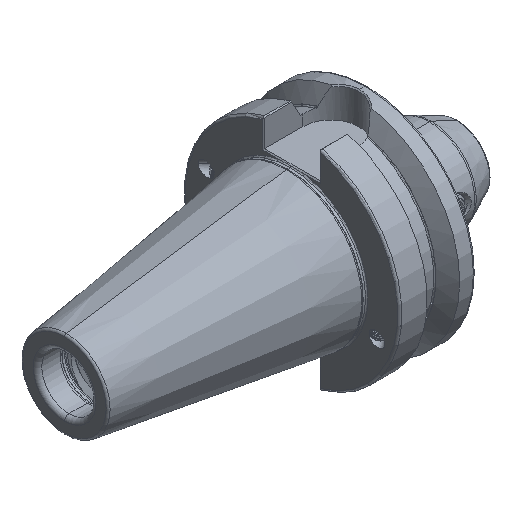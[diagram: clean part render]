
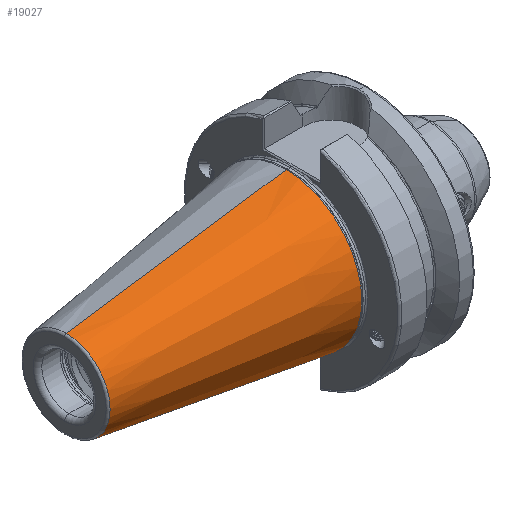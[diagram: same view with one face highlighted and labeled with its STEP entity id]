
A CAD part, isometric view. The second image highlights one B-rep face of the part: STEP entity #19027.
In plain terms, the highlighted conical face has half-angle 8.297 degrees and reference radius 34.998 mm.
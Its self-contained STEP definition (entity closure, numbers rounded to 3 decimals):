
#3523 = AXIS2_PLACEMENT_3D ( 'NONE', #17521, #17574, #17132 ) ;
#3907 = AXIS2_PLACEMENT_3D ( 'NONE', #9300, #9288, #9305 ) ;
#3911 = AXIS2_PLACEMENT_3D ( 'NONE', #11923, #11900, #11943 ) ;
#4031 = EDGE_CURVE ( 'NONE', #13911, #13955, #8350, .T. ) ;
#4049 = EDGE_CURVE ( 'NONE', #13924, #14018, #8342, .T. ) ;
#5691 = FACE_OUTER_BOUND ( 'NONE', #10121, .T. ) ;
#5746 = CONICAL_SURFACE ( 'NONE', #3523, 34.998, 0.145 ) ;
#6348 = CARTESIAN_POINT ( 'NONE',  ( -103.944, 0., -20.204 ) ) ;
#8342 = CIRCLE ( 'NONE', #3907, 20.204 ) ;
#8350 = CIRCLE ( 'NONE', #3911, 34.998 ) ;
#8515 = LINE ( 'NONE', #18064, #8530 ) ;
#8530 = VECTOR ( 'NONE', #18058, 1000. ) ;
#8571 = VECTOR ( 'NONE', #18805, 1000. ) ;
#8593 = LINE ( 'NONE', #18801, #8571 ) ;
#9158 = CARTESIAN_POINT ( 'NONE',  ( -103.944, 0., 20.204 ) ) ;
#9166 = CARTESIAN_POINT ( 'NONE',  ( -2.5, 0., 34.998 ) ) ;
#9211 = CARTESIAN_POINT ( 'NONE',  ( -2.5, 0., -34.998 ) ) ;
#9288 = DIRECTION ( 'NONE',  ( 1., 0., 0. ) ) ;
#9300 = CARTESIAN_POINT ( 'NONE',  ( -103.944, 0., 0. ) ) ;
#9305 = DIRECTION ( 'NONE',  ( 0., 0., -1. ) ) ;
#9807 = ORIENTED_EDGE ( 'NONE', *, *, #4049, .T. ) ;
#9838 = ORIENTED_EDGE ( 'NONE', *, *, #14483, .F. ) ;
#9840 = ORIENTED_EDGE ( 'NONE', *, *, #14464, .T. ) ;
#9843 = ORIENTED_EDGE ( 'NONE', *, *, #4031, .F. ) ;
#10121 = EDGE_LOOP ( 'NONE', ( #9838, #9807, #9840, #9843 ) ) ;
#11900 = DIRECTION ( 'NONE',  ( 1., 0., 0. ) ) ;
#11923 = CARTESIAN_POINT ( 'NONE',  ( -2.5, 0., 0. ) ) ;
#11943 = DIRECTION ( 'NONE',  ( 0., 0., -1. ) ) ;
#13911 = VERTEX_POINT ( 'NONE', #9166 ) ;
#13924 = VERTEX_POINT ( 'NONE', #9158 ) ;
#13955 = VERTEX_POINT ( 'NONE', #9211 ) ;
#14018 = VERTEX_POINT ( 'NONE', #6348 ) ;
#14464 = EDGE_CURVE ( 'NONE', #14018, #13955, #8515, .T. ) ;
#14483 = EDGE_CURVE ( 'NONE', #13924, #13911, #8593, .T. ) ;
#17132 = DIRECTION ( 'NONE',  ( 0., 0., -1. ) ) ;
#17521 = CARTESIAN_POINT ( 'NONE',  ( -2.5, 0., 0. ) ) ;
#17574 = DIRECTION ( 'NONE',  ( 1., 0., 0. ) ) ;
#18058 = DIRECTION ( 'NONE',  ( 0.99, 0., -0.144 ) ) ;
#18064 = CARTESIAN_POINT ( 'NONE',  ( -2.5, 0., -34.998 ) ) ;
#18801 = CARTESIAN_POINT ( 'NONE',  ( -2.5, 0., 34.998 ) ) ;
#18805 = DIRECTION ( 'NONE',  ( 0.99, 0., 0.144 ) ) ;
#19027 = ADVANCED_FACE ( 'NONE', ( #5691 ), #5746, .T. ) ;
